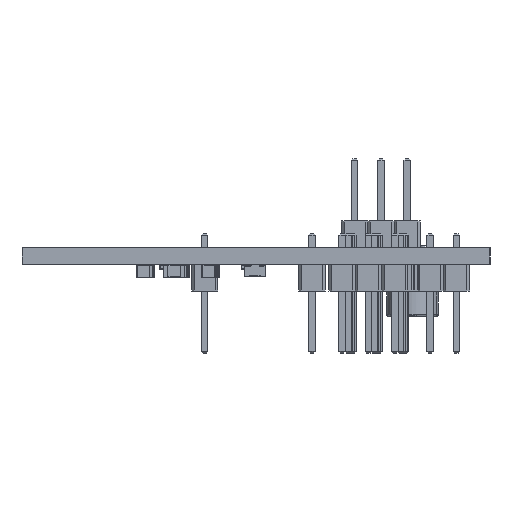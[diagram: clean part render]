
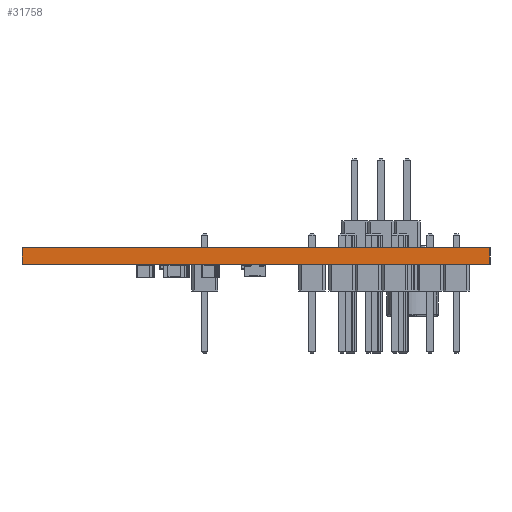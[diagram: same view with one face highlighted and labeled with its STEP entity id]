
A CAD part, left-side view. The second image highlights one B-rep face of the part: STEP entity #31758.
In plain terms, the highlighted planar face has unit normal (-1, 0, 0).
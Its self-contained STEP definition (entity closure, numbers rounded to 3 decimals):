
#31577 = PLANE('',#31578);
#31578 = AXIS2_PLACEMENT_3D('',#31579,#31580,#31581);
#31579 = CARTESIAN_POINT('',(219.13,-92.457,0.));
#31580 = DIRECTION('',(0.,-1.,0.));
#31581 = DIRECTION('',(-1.,0.,0.));
#31602 = VERTEX_POINT('',#31603);
#31603 = CARTESIAN_POINT('',(36.09,-92.457,1.58));
#31617 = PLANE('',#31618);
#31618 = AXIS2_PLACEMENT_3D('',#31619,#31620,#31621);
#31619 = CARTESIAN_POINT('',(127.61,-69.862,1.58));
#31620 = DIRECTION('',(-0.,-0.,-1.));
#31621 = DIRECTION('',(-1.,0.,0.));
#31629 = EDGE_CURVE('',#31630,#31602,#31632,.T.);
#31630 = VERTEX_POINT('',#31631);
#31631 = CARTESIAN_POINT('',(36.09,-92.457,0.));
#31632 = SURFACE_CURVE('',#31633,(#31637,#31644),.PCURVE_S1.);
#31633 = LINE('',#31634,#31635);
#31634 = CARTESIAN_POINT('',(36.09,-92.457,0.));
#31635 = VECTOR('',#31636,1.);
#31636 = DIRECTION('',(0.,0.,1.));
#31637 = PCURVE('',#31577,#31638);
#31638 = DEFINITIONAL_REPRESENTATION('',(#31639),#31643);
#31639 = LINE('',#31640,#31641);
#31640 = CARTESIAN_POINT('',(183.04,0.));
#31641 = VECTOR('',#31642,1.);
#31642 = DIRECTION('',(0.,-1.));
#31643 = ( GEOMETRIC_REPRESENTATION_CONTEXT(2) 
PARAMETRIC_REPRESENTATION_CONTEXT() REPRESENTATION_CONTEXT('2D SPACE',''
  ) );
#31644 = PCURVE('',#31645,#31650);
#31645 = PLANE('',#31646);
#31646 = AXIS2_PLACEMENT_3D('',#31647,#31648,#31649);
#31647 = CARTESIAN_POINT('',(36.09,-92.457,0.));
#31648 = DIRECTION('',(-1.,0.,0.));
#31649 = DIRECTION('',(0.,1.,0.));
#31650 = DEFINITIONAL_REPRESENTATION('',(#31651),#31655);
#31651 = LINE('',#31652,#31653);
#31652 = CARTESIAN_POINT('',(0.,0.));
#31653 = VECTOR('',#31654,1.);
#31654 = DIRECTION('',(0.,-1.));
#31655 = ( GEOMETRIC_REPRESENTATION_CONTEXT(2) 
PARAMETRIC_REPRESENTATION_CONTEXT() REPRESENTATION_CONTEXT('2D SPACE',''
  ) );
#31671 = PLANE('',#31672);
#31672 = AXIS2_PLACEMENT_3D('',#31673,#31674,#31675);
#31673 = CARTESIAN_POINT('',(127.61,-69.862,0.));
#31674 = DIRECTION('',(-0.,-0.,-1.));
#31675 = DIRECTION('',(-1.,0.,0.));
#31704 = PLANE('',#31705);
#31705 = AXIS2_PLACEMENT_3D('',#31706,#31707,#31708);
#31706 = CARTESIAN_POINT('',(36.09,-47.267,0.));
#31707 = DIRECTION('',(0.,1.,0.));
#31708 = DIRECTION('',(1.,0.,0.));
#31758 = ADVANCED_FACE('',(#31759),#31645,.T.);
#31759 = FACE_BOUND('',#31760,.T.);
#31760 = EDGE_LOOP('',(#31761,#31762,#31785,#31808));
#31761 = ORIENTED_EDGE('',*,*,#31629,.T.);
#31762 = ORIENTED_EDGE('',*,*,#31763,.T.);
#31763 = EDGE_CURVE('',#31602,#31764,#31766,.T.);
#31764 = VERTEX_POINT('',#31765);
#31765 = CARTESIAN_POINT('',(36.09,-47.267,1.58));
#31766 = SURFACE_CURVE('',#31767,(#31771,#31778),.PCURVE_S1.);
#31767 = LINE('',#31768,#31769);
#31768 = CARTESIAN_POINT('',(36.09,-92.457,1.58));
#31769 = VECTOR('',#31770,1.);
#31770 = DIRECTION('',(0.,1.,0.));
#31771 = PCURVE('',#31645,#31772);
#31772 = DEFINITIONAL_REPRESENTATION('',(#31773),#31777);
#31773 = LINE('',#31774,#31775);
#31774 = CARTESIAN_POINT('',(0.,-1.58));
#31775 = VECTOR('',#31776,1.);
#31776 = DIRECTION('',(1.,0.));
#31777 = ( GEOMETRIC_REPRESENTATION_CONTEXT(2) 
PARAMETRIC_REPRESENTATION_CONTEXT() REPRESENTATION_CONTEXT('2D SPACE',''
  ) );
#31778 = PCURVE('',#31617,#31779);
#31779 = DEFINITIONAL_REPRESENTATION('',(#31780),#31784);
#31780 = LINE('',#31781,#31782);
#31781 = CARTESIAN_POINT('',(91.52,-22.595));
#31782 = VECTOR('',#31783,1.);
#31783 = DIRECTION('',(0.,1.));
#31784 = ( GEOMETRIC_REPRESENTATION_CONTEXT(2) 
PARAMETRIC_REPRESENTATION_CONTEXT() REPRESENTATION_CONTEXT('2D SPACE',''
  ) );
#31785 = ORIENTED_EDGE('',*,*,#31786,.F.);
#31786 = EDGE_CURVE('',#31787,#31764,#31789,.T.);
#31787 = VERTEX_POINT('',#31788);
#31788 = CARTESIAN_POINT('',(36.09,-47.267,0.));
#31789 = SURFACE_CURVE('',#31790,(#31794,#31801),.PCURVE_S1.);
#31790 = LINE('',#31791,#31792);
#31791 = CARTESIAN_POINT('',(36.09,-47.267,0.));
#31792 = VECTOR('',#31793,1.);
#31793 = DIRECTION('',(0.,0.,1.));
#31794 = PCURVE('',#31645,#31795);
#31795 = DEFINITIONAL_REPRESENTATION('',(#31796),#31800);
#31796 = LINE('',#31797,#31798);
#31797 = CARTESIAN_POINT('',(45.19,0.));
#31798 = VECTOR('',#31799,1.);
#31799 = DIRECTION('',(0.,-1.));
#31800 = ( GEOMETRIC_REPRESENTATION_CONTEXT(2) 
PARAMETRIC_REPRESENTATION_CONTEXT() REPRESENTATION_CONTEXT('2D SPACE',''
  ) );
#31801 = PCURVE('',#31704,#31802);
#31802 = DEFINITIONAL_REPRESENTATION('',(#31803),#31807);
#31803 = LINE('',#31804,#31805);
#31804 = CARTESIAN_POINT('',(0.,0.));
#31805 = VECTOR('',#31806,1.);
#31806 = DIRECTION('',(0.,-1.));
#31807 = ( GEOMETRIC_REPRESENTATION_CONTEXT(2) 
PARAMETRIC_REPRESENTATION_CONTEXT() REPRESENTATION_CONTEXT('2D SPACE',''
  ) );
#31808 = ORIENTED_EDGE('',*,*,#31809,.F.);
#31809 = EDGE_CURVE('',#31630,#31787,#31810,.T.);
#31810 = SURFACE_CURVE('',#31811,(#31815,#31822),.PCURVE_S1.);
#31811 = LINE('',#31812,#31813);
#31812 = CARTESIAN_POINT('',(36.09,-92.457,0.));
#31813 = VECTOR('',#31814,1.);
#31814 = DIRECTION('',(0.,1.,0.));
#31815 = PCURVE('',#31645,#31816);
#31816 = DEFINITIONAL_REPRESENTATION('',(#31817),#31821);
#31817 = LINE('',#31818,#31819);
#31818 = CARTESIAN_POINT('',(0.,0.));
#31819 = VECTOR('',#31820,1.);
#31820 = DIRECTION('',(1.,0.));
#31821 = ( GEOMETRIC_REPRESENTATION_CONTEXT(2) 
PARAMETRIC_REPRESENTATION_CONTEXT() REPRESENTATION_CONTEXT('2D SPACE',''
  ) );
#31822 = PCURVE('',#31671,#31823);
#31823 = DEFINITIONAL_REPRESENTATION('',(#31824),#31828);
#31824 = LINE('',#31825,#31826);
#31825 = CARTESIAN_POINT('',(91.52,-22.595));
#31826 = VECTOR('',#31827,1.);
#31827 = DIRECTION('',(0.,1.));
#31828 = ( GEOMETRIC_REPRESENTATION_CONTEXT(2) 
PARAMETRIC_REPRESENTATION_CONTEXT() REPRESENTATION_CONTEXT('2D SPACE',''
  ) );
